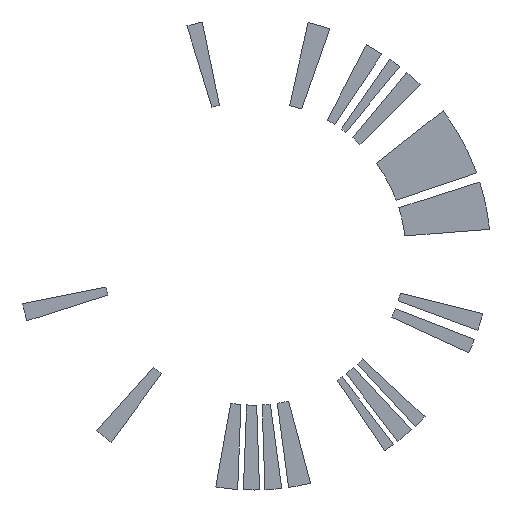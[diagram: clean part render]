
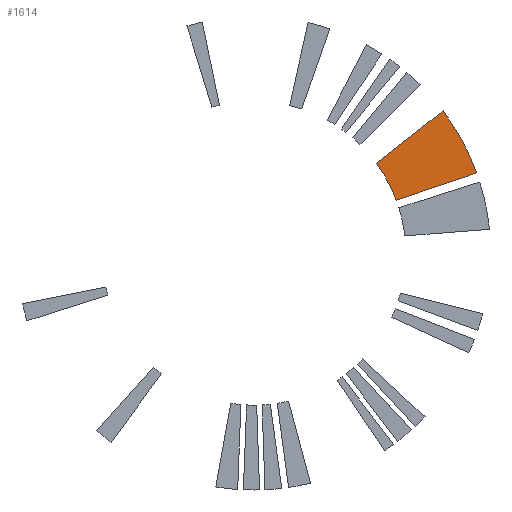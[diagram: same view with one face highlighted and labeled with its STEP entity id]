
A CAD part, front view. The second image highlights one B-rep face of the part: STEP entity #1614.
In plain terms, the highlighted planar face has unit normal (0, -1, 0).
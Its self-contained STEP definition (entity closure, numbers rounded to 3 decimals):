
#105=CIRCLE('',#1805,17.);
#107=CIRCLE('',#1809,26.5);
#246=FACE_OUTER_BOUND('',#354,.T.);
#354=EDGE_LOOP('',(#1377,#1378,#1379,#1380));
#487=LINE('',#2726,#631);
#491=LINE('',#2737,#635);
#631=VECTOR('',#2248,10.);
#635=VECTOR('',#2260,10.);
#773=VERTEX_POINT('',#2716);
#774=VERTEX_POINT('',#2717);
#777=VERTEX_POINT('',#2725);
#779=VERTEX_POINT('',#2731);
#973=EDGE_CURVE('',#773,#774,#105,.T.);
#977=EDGE_CURVE('',#774,#777,#487,.T.);
#980=EDGE_CURVE('',#779,#777,#107,.T.);
#983=EDGE_CURVE('',#773,#779,#491,.T.);
#1377=ORIENTED_EDGE('',*,*,#983,.F.);
#1378=ORIENTED_EDGE('',*,*,#973,.T.);
#1379=ORIENTED_EDGE('',*,*,#977,.T.);
#1380=ORIENTED_EDGE('',*,*,#980,.F.);
#1512=PLANE('',#1813);
#1614=ADVANCED_FACE('',(#246),#1512,.F.);
#1805=AXIS2_PLACEMENT_3D('',#2718,#2240,#2241);
#1809=AXIS2_PLACEMENT_3D('',#2732,#2253,#2254);
#1813=AXIS2_PLACEMENT_3D('',#2740,#2264,#2265);
#2240=DIRECTION('center_axis',(0.,1.,0.));
#2241=DIRECTION('ref_axis',(1.,0.,0.));
#2248=DIRECTION('',(0.947,0.,0.32));
#2253=DIRECTION('center_axis',(0.,1.,0.));
#2254=DIRECTION('ref_axis',(1.,0.,0.));
#2260=DIRECTION('',(0.786,0.,0.618));
#2264=DIRECTION('center_axis',(0.,1.,0.));
#2265=DIRECTION('ref_axis',(1.,0.,0.));
#2716=CARTESIAN_POINT('',(13.703,0.,10.061));
#2717=CARTESIAN_POINT('',(15.932,0.,5.931));
#2718=CARTESIAN_POINT('Origin',(0.,0.,0.));
#2725=CARTESIAN_POINT('',(24.934,0.,8.975));
#2726=CARTESIAN_POINT('',(15.932,0.,5.931));
#2731=CARTESIAN_POINT('',(21.177,0.,15.93));
#2732=CARTESIAN_POINT('Origin',(0.,0.,0.));
#2737=CARTESIAN_POINT('',(13.703,0.,10.061));
#2740=CARTESIAN_POINT('Origin',(19.319,0.,10.931));
